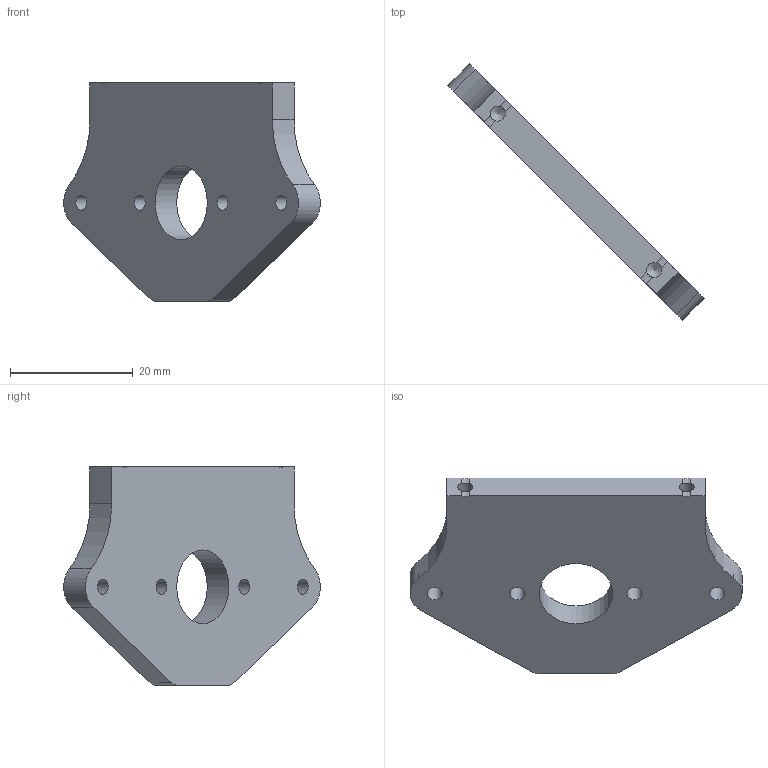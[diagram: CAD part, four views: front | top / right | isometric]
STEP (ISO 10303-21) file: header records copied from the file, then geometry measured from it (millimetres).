
FILE_DESCRIPTION(/* description */ (''),/* implementation_level */ '2;1');
FILE_NAME(/* name */ 'amt_hub.step',/* time_stamp */ '2024-09-18T17:37:47+09:00',/* author */ (''),/* organization */ (''),/* preprocessor_version */ 'ST-DEVELOPER v20',/* originating_system */ 'Autodesk Translation Framework v13.14.0.145',/* authorisation */ '');
FILE_SCHEMA (('AUTOMOTIVE_DESIGN { 1 0 10303 214 3 1 1 }'));
Length unit declared in the file: millimetre
Products named in the file (2): 足回り; #CNC_AMT_mount
Assembly tree (1 placements, depth 2):
  足回り
    #CNC_AMT_mount
Bounding box: 41.74 x 41.74 x 35.5 mm (x, y, z)
Volume: 6574.3 mm3; surface area: 3881.4 mm2
Topology: 1 solids, 1 shells, 29 faces, 85 edges, 56 vertices
Faces by surface type: cylinder 17, plane 10, cone 2
Full cylindrical faces by diameter (mm): 2.459 x6, 12 x1
Entity records: 1075 total; most frequent: CARTESIAN_POINT 207, DIRECTION 177, ORIENTED_EDGE 166, EDGE_CURVE 83, AXIS2_PLACEMENT_3D 66, VERTEX_POINT 56, LINE 45, VECTOR 45
